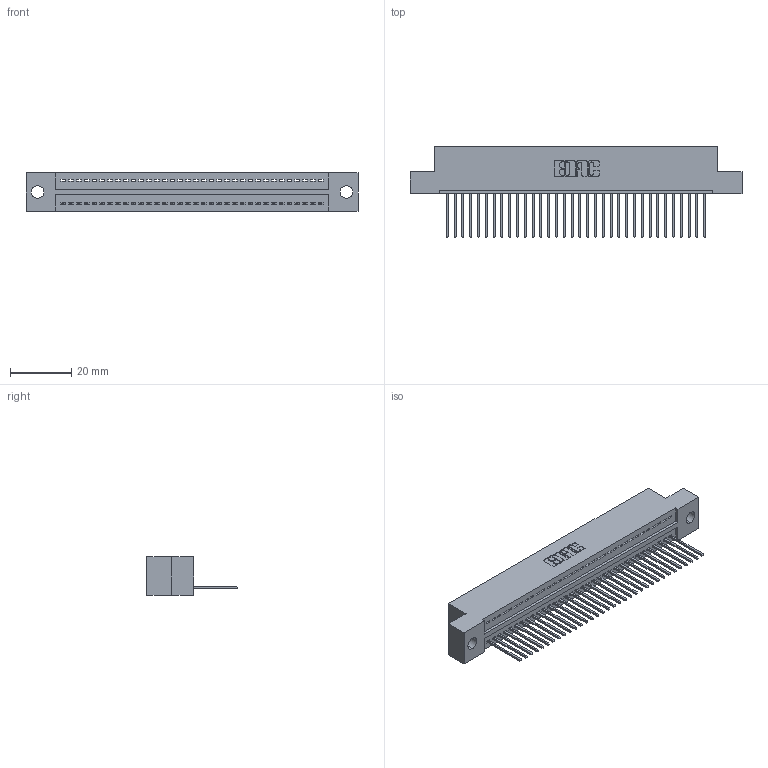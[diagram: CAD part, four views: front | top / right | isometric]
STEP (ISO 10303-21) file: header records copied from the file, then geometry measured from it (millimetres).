
FILE_DESCRIPTION (( 'STEP AP203' ), '1' );
FILE_NAME ('325-034-540-109.STEP', '2020-02-24T20:07:54', ( '' ), ( '' ), 'SwSTEP 2.0', 'SolidWorks 2016', '' );
FILE_SCHEMA (( 'CONFIG_CONTROL_DESIGN' ));
Length unit declared in the file: inch
Products named in the file (3): 325-292-001_325-293-140; 325 Part_.160 TH; 325-034-540-109
Assembly tree (35 placements, depth 2):
  325-034-540-109
    325 Part_.160 TH
    325-292-001_325-293-140  x34
Bounding box: 108.08 x 29.46 x 12.45 mm (x, y, z)
Volume: 13472.9 mm3; surface area: 14819.7 mm2
Topology: 35 solids, 35 shells, 2086 faces, 6295 edges, 4150 vertices
Faces by surface type: plane 1498, cylinder 588
Entity records: 21841 total; most frequent: CARTESIAN_POINT 3776, ORIENTED_EDGE 3746, DIRECTION 3201, EDGE_CURVE 1873, VECTOR 1745, LINE 1745, VERTEX_POINT 1246, AXIS2_PLACEMENT_3D 728
